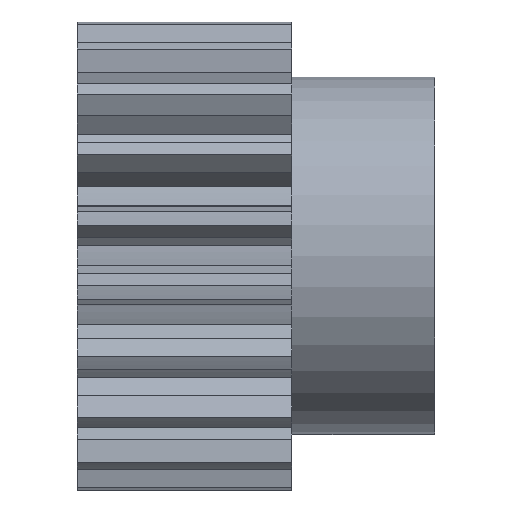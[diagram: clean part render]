
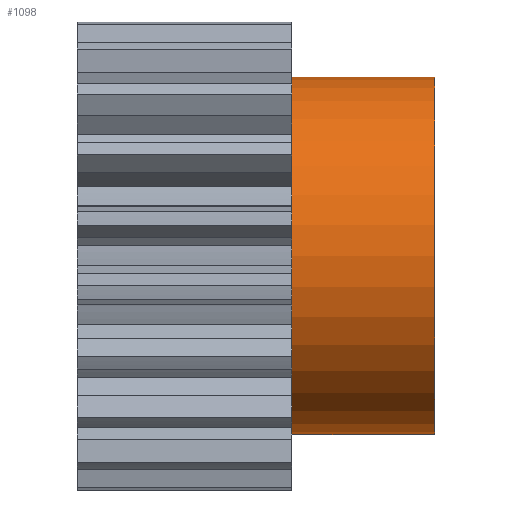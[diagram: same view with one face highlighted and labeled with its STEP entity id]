
A CAD part, top view. The second image highlights one B-rep face of the part: STEP entity #1098.
In plain terms, the highlighted cylindrical face has radius 12.5 mm (diameter 25 mm), a partial arc.
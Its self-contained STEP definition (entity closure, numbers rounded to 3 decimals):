
#1092 = EDGE_CURVE( '', #1906, #1492, #2633, .T. );
#1098 = ADVANCED_FACE( '', ( #2639 ), #2640, .T. );
#1418 = EDGE_CURVE( '', #1492, #1654, #2991, .T. );
#1492 = VERTEX_POINT( '', #3073 );
#1654 = VERTEX_POINT( '', #3248 );
#1844 = EDGE_CURVE( '', #2158, #1906, #3457, .T. );
#1906 = VERTEX_POINT( '', #3522 );
#2086 = EDGE_CURVE( '', #2158, #1654, #3712, .T. );
#2158 = VERTEX_POINT( '', #3792 );
#2633 = CIRCLE( '', #4397, 12.5 );
#2639 = FACE_OUTER_BOUND( '', #4407, .T. );
#2640 = CYLINDRICAL_SURFACE( '', #4408, 12.5 );
#2991 = LINE( '', #4892, #4893 );
#3073 = CARTESIAN_POINT( '', ( 17.5, 12.5, 0. ) );
#3248 = CARTESIAN_POINT( '', ( 7.5, 12.5, 0. ) );
#3457 = LINE( '', #5562, #5563 );
#3522 = CARTESIAN_POINT( '', ( 17.5, -12.5, 0. ) );
#3712 = CIRCLE( '', #5929, 12.5 );
#3792 = CARTESIAN_POINT( '', ( 7.5, -12.5, 0. ) );
#4397 = AXIS2_PLACEMENT_3D( '', #6537, #6538, #6539 );
#4407 = EDGE_LOOP( '', ( #6543, #6544, #6545, #6546 ) );
#4408 = AXIS2_PLACEMENT_3D( '', #6547, #6548, #6549 );
#4892 = CARTESIAN_POINT( '', ( 12.5, 12.5, 0. ) );
#4893 = VECTOR( '', #6915, 1. );
#5562 = CARTESIAN_POINT( '', ( 12.5, -12.5, 0. ) );
#5563 = VECTOR( '', #7512, 1. );
#5929 = AXIS2_PLACEMENT_3D( '', #7807, #7808, #7809 );
#6537 = CARTESIAN_POINT( '', ( 17.5, 0., 0. ) );
#6538 = DIRECTION( '', ( -1., 0., 0. ) );
#6539 = DIRECTION( '', ( 0., 1., 0. ) );
#6543 = ORIENTED_EDGE( '', *, *, #1418, .T. );
#6544 = ORIENTED_EDGE( '', *, *, #2086, .F. );
#6545 = ORIENTED_EDGE( '', *, *, #1844, .T. );
#6546 = ORIENTED_EDGE( '', *, *, #1092, .T. );
#6547 = CARTESIAN_POINT( '', ( 12.5, 0., 0. ) );
#6548 = DIRECTION( '', ( 1., 0., 0. ) );
#6549 = DIRECTION( '', ( 0., 1., 0. ) );
#6915 = DIRECTION( '', ( -1., 0., 0. ) );
#7512 = DIRECTION( '', ( 1., 0., 0. ) );
#7807 = CARTESIAN_POINT( '', ( 7.5, 0., 0. ) );
#7808 = DIRECTION( '', ( -1., 0., 0. ) );
#7809 = DIRECTION( '', ( 0., 1., 0. ) );
